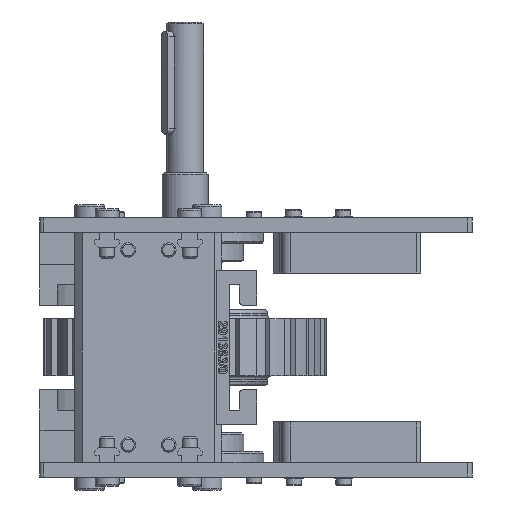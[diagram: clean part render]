
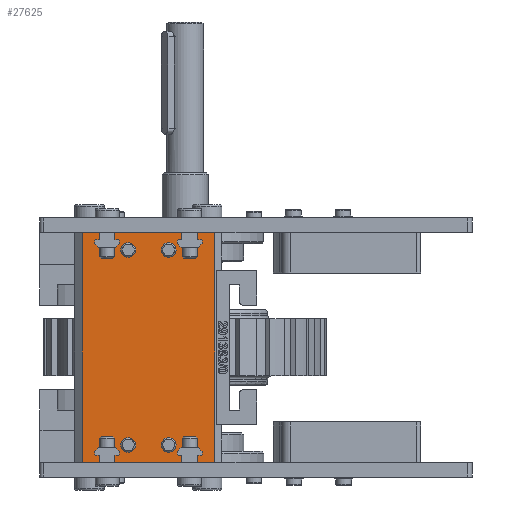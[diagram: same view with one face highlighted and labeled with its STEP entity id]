
A CAD part, left-side view. The second image highlights one B-rep face of the part: STEP entity #27625.
In plain terms, the highlighted face is planar.
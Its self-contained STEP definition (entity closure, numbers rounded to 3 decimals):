
#874=FACE_BOUND('',#4393,.T.);
#875=FACE_BOUND('',#4394,.T.);
#876=FACE_BOUND('',#4395,.T.);
#877=FACE_BOUND('',#4396,.T.);
#1415=PLANE('',#30189);
#2724=FACE_OUTER_BOUND('',#4392,.T.);
#4392=EDGE_LOOP('',(#22574,#22575,#22576,#22577));
#4393=EDGE_LOOP('',(#22578));
#4394=EDGE_LOOP('',(#22579));
#4395=EDGE_LOOP('',(#22580));
#4396=EDGE_LOOP('',(#22581));
#6568=LINE('',#43257,#9636);
#6571=LINE('',#43263,#9639);
#6578=LINE('',#43289,#9646);
#6581=LINE('',#43294,#9649);
#9636=VECTOR('',#35157,10.);
#9639=VECTOR('',#35164,10.);
#9646=VECTOR('',#35187,10.);
#9649=VECTOR('',#35192,10.);
#11873=CIRCLE('',#30190,3.3);
#11874=CIRCLE('',#30191,3.3);
#11875=CIRCLE('',#30192,3.3);
#11876=CIRCLE('',#30193,3.3);
#13456=VERTEX_POINT('',#43254);
#13457=VERTEX_POINT('',#43256);
#13458=VERTEX_POINT('',#43262);
#13469=VERTEX_POINT('',#43288);
#13471=VERTEX_POINT('',#43295);
#13472=VERTEX_POINT('',#43297);
#13473=VERTEX_POINT('',#43299);
#13474=VERTEX_POINT('',#43301);
#16711=EDGE_CURVE('',#13456,#13457,#6568,.T.);
#16714=EDGE_CURVE('',#13458,#13457,#6571,.T.);
#16727=EDGE_CURVE('',#13458,#13469,#6578,.T.);
#16730=EDGE_CURVE('',#13456,#13469,#6581,.T.);
#16731=EDGE_CURVE('',#13471,#13471,#11873,.T.);
#16732=EDGE_CURVE('',#13472,#13472,#11874,.T.);
#16733=EDGE_CURVE('',#13473,#13473,#11875,.T.);
#16734=EDGE_CURVE('',#13474,#13474,#11876,.T.);
#22574=ORIENTED_EDGE('',*,*,#16711,.F.);
#22575=ORIENTED_EDGE('',*,*,#16730,.T.);
#22576=ORIENTED_EDGE('',*,*,#16727,.F.);
#22577=ORIENTED_EDGE('',*,*,#16714,.T.);
#22578=ORIENTED_EDGE('',*,*,#16731,.T.);
#22579=ORIENTED_EDGE('',*,*,#16732,.T.);
#22580=ORIENTED_EDGE('',*,*,#16733,.T.);
#22581=ORIENTED_EDGE('',*,*,#16734,.T.);
#27625=ADVANCED_FACE('',(#2724,#874,#875,#876,#877),#1415,.T.);
#30189=AXIS2_PLACEMENT_3D('',#43293,#35190,#35191);
#30190=AXIS2_PLACEMENT_3D('',#43296,#35193,#35194);
#30191=AXIS2_PLACEMENT_3D('',#43298,#35195,#35196);
#30192=AXIS2_PLACEMENT_3D('',#43300,#35197,#35198);
#30193=AXIS2_PLACEMENT_3D('',#43302,#35199,#35200);
#35157=DIRECTION('',(1.,0.,0.));
#35164=DIRECTION('',(0.,-1.,0.));
#35187=DIRECTION('',(-1.,0.,0.));
#35190=DIRECTION('center_axis',(0.,0.,-1.));
#35191=DIRECTION('ref_axis',(-1.,0.,0.));
#35192=DIRECTION('',(0.,1.,0.));
#35193=DIRECTION('center_axis',(0.,0.,1.));
#35194=DIRECTION('ref_axis',(1.,0.,0.));
#35195=DIRECTION('center_axis',(0.,0.,1.));
#35196=DIRECTION('ref_axis',(1.,0.,0.));
#35197=DIRECTION('center_axis',(0.,0.,1.));
#35198=DIRECTION('ref_axis',(1.,0.,0.));
#35199=DIRECTION('center_axis',(0.,0.,1.));
#35200=DIRECTION('ref_axis',(1.,0.,0.));
#43254=CARTESIAN_POINT('',(-62.5,-36.,-10.));
#43256=CARTESIAN_POINT('',(62.5,-36.,-10.));
#43257=CARTESIAN_POINT('',(-31.25,-36.,-10.));
#43262=CARTESIAN_POINT('',(62.5,36.,-10.));
#43263=CARTESIAN_POINT('',(62.5,40.,-10.));
#43288=CARTESIAN_POINT('',(-62.5,36.,-10.));
#43289=CARTESIAN_POINT('',(31.25,36.,-10.));
#43293=CARTESIAN_POINT('Origin',(0.,0.,-10.));
#43294=CARTESIAN_POINT('',(-62.5,-40.,-10.));
#43295=CARTESIAN_POINT('',(49.7,11.,-10.));
#43296=CARTESIAN_POINT('Origin',(53.,11.,-10.));
#43297=CARTESIAN_POINT('',(-56.3,-11.,-10.));
#43298=CARTESIAN_POINT('Origin',(-53.,-11.,-10.));
#43299=CARTESIAN_POINT('',(-56.3,11.,-10.));
#43300=CARTESIAN_POINT('Origin',(-53.,11.,-10.));
#43301=CARTESIAN_POINT('',(49.7,-11.,-10.));
#43302=CARTESIAN_POINT('Origin',(53.,-11.,-10.));
